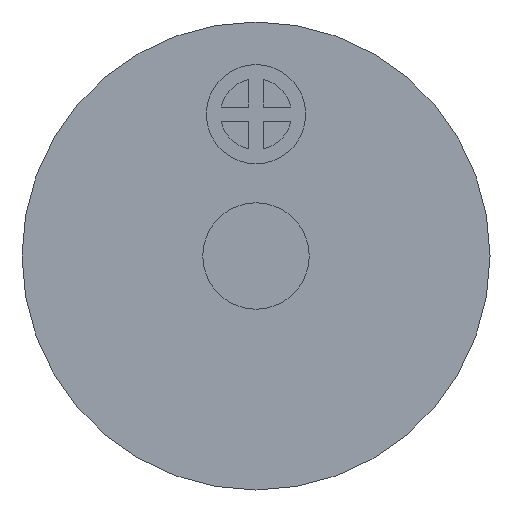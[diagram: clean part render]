
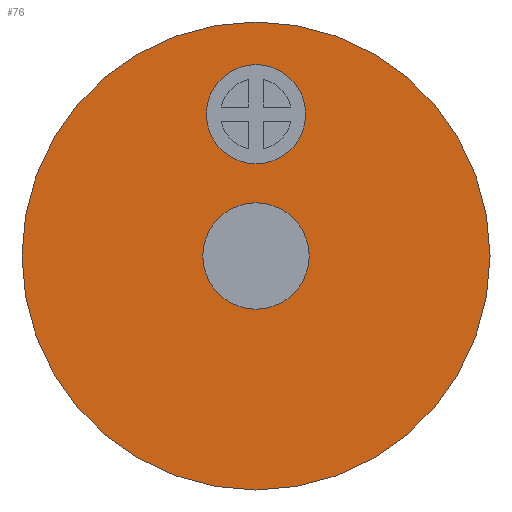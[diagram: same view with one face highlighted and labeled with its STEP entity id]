
A CAD part, front view. The second image highlights one B-rep face of the part: STEP entity #76.
In plain terms, the highlighted planar face has unit normal (0, -1, 0).
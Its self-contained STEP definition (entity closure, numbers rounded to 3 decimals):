
#76=ADVANCED_FACE('NONE',(#173,#174,#175),#176,.F.);
#173=FACE_OUTER_BOUND('',#295,.T.);
#174=FACE_BOUND('',#296,.T.);
#175=FACE_BOUND('',#297,.T.);
#176=PLANE('',#298);
#295=EDGE_LOOP('',(#450,#451));
#296=EDGE_LOOP('',(#452,#453));
#297=EDGE_LOOP('',(#454,#455));
#298=AXIS2_PLACEMENT_3D('',#456,#457,#458);
#450=ORIENTED_EDGE('',*,*,#697,.F.);
#451=ORIENTED_EDGE('',*,*,#702,.F.);
#452=ORIENTED_EDGE('',*,*,#672,.F.);
#453=ORIENTED_EDGE('',*,*,#706,.F.);
#454=ORIENTED_EDGE('',*,*,#687,.F.);
#455=ORIENTED_EDGE('',*,*,#707,.F.);
#456=CARTESIAN_POINT('',(0.0,-3.5,0.0));
#457=DIRECTION('',(-0.0,1.0,0.0));
#458=DIRECTION('',(1.0,0.0,0.0));
#672=EDGE_CURVE('NONE',#779,#782,#783,.T.);
#687=EDGE_CURVE('NONE',#806,#809,#810,.T.);
#697=EDGE_CURVE('NONE',#824,#827,#828,.T.);
#702=EDGE_CURVE('NONE',#827,#824,#834,.T.);
#706=EDGE_CURVE('NONE',#782,#779,#838,.T.);
#707=EDGE_CURVE('NONE',#809,#806,#839,.T.);
#779=VERTEX_POINT('NONE',#935);
#782=VERTEX_POINT('',#939);
#783=CIRCLE('',#940,0.7);
#806=VERTEX_POINT('NONE',#968);
#809=VERTEX_POINT('',#972);
#810=CIRCLE('',#973,0.75);
#824=VERTEX_POINT('NONE',#990);
#827=VERTEX_POINT('',#994);
#828=CIRCLE('',#995,3.3);
#834=CIRCLE('',#1002,3.3);
#838=CIRCLE('',#1006,0.7);
#839=CIRCLE('',#1007,0.75);
#935=CARTESIAN_POINT('',(0.0,-3.5,1.3));
#939=CARTESIAN_POINT('',(0.,-3.5,2.7));
#940=AXIS2_PLACEMENT_3D('',#1131,#1132,#1133);
#968=CARTESIAN_POINT('',(0.0,-3.5,-0.75));
#972=CARTESIAN_POINT('',(0.,-3.5,0.75));
#973=AXIS2_PLACEMENT_3D('',#1155,#1156,#1157);
#990=CARTESIAN_POINT('',(0.0,-3.5,3.3));
#994=CARTESIAN_POINT('',(0.,-3.5,-3.3));
#995=AXIS2_PLACEMENT_3D('',#1171,#1172,#1173);
#1002=AXIS2_PLACEMENT_3D('',#1181,#1182,#1183);
#1006=AXIS2_PLACEMENT_3D('',#1187,#1188,#1189);
#1007=AXIS2_PLACEMENT_3D('',#1190,#1191,#1192);
#1131=CARTESIAN_POINT('',(0.0,-3.5,2.0));
#1132=DIRECTION('',(0.0,-1.0,0.0));
#1133=DIRECTION('',(0.0,0.0,-1.0));
#1155=CARTESIAN_POINT('',(0.0,-3.5,0.0));
#1156=DIRECTION('',(0.0,-1.0,0.0));
#1157=DIRECTION('',(0.0,0.0,-1.0));
#1171=CARTESIAN_POINT('',(0.0,-3.5,0.0));
#1172=DIRECTION('',(0.0,1.0,0.0));
#1173=DIRECTION('',(0.0,0.0,1.0));
#1181=CARTESIAN_POINT('',(0.0,-3.5,0.0));
#1182=DIRECTION('',(0.0,1.0,0.0));
#1183=DIRECTION('',(0.0,0.0,1.0));
#1187=CARTESIAN_POINT('',(0.0,-3.5,2.0));
#1188=DIRECTION('',(0.0,-1.0,0.0));
#1189=DIRECTION('',(0.0,0.0,-1.0));
#1190=CARTESIAN_POINT('',(0.0,-3.5,0.0));
#1191=DIRECTION('',(0.0,-1.0,0.0));
#1192=DIRECTION('',(0.0,0.0,-1.0));
